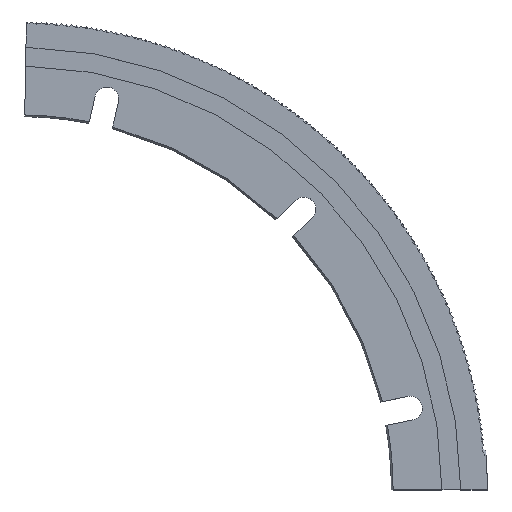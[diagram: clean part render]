
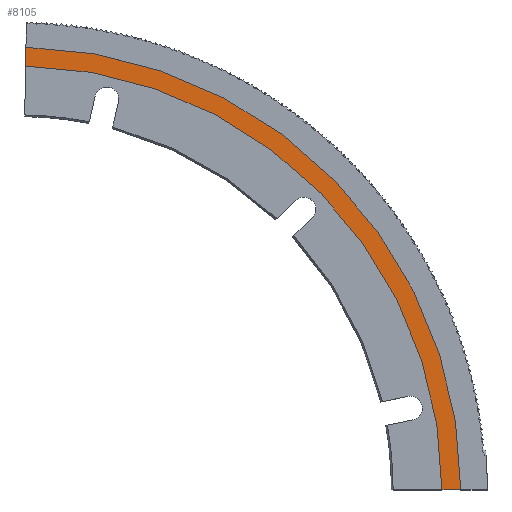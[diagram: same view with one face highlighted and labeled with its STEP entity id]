
A CAD part, top view. The second image highlights one B-rep face of the part: STEP entity #8105.
In plain terms, the highlighted planar face has unit normal (0, 0, 1).
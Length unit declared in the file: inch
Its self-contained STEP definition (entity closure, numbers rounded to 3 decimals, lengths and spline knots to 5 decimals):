
#57 = CIRCLE ( 'NONE', #1282, 7.7345 ) ;
#94 = DIRECTION ( 'NONE',  ( 0., 0., -1. ) ) ;
#384 = VERTEX_POINT ( 'NONE', #697 ) ;
#430 = EDGE_LOOP ( 'NONE', ( #7052, #5771, #1933, #8306 ) ) ;
#589 = CARTESIAN_POINT ( 'NONE',  ( 8.07825, 0., -0.045 ) ) ;
#624 = DIRECTION ( 'NONE',  ( 1., 0., 0. ) ) ;
#668 = LINE ( 'NONE', #8290, #1329 ) ;
#697 = CARTESIAN_POINT ( 'NONE',  ( 0.13887, 7.73325, -0.045 ) ) ;
#702 = PLANE ( 'NONE',  #2776 ) ;
#728 = CARTESIAN_POINT ( 'NONE',  ( 0., 0., -0.045 ) ) ;
#742 = DIRECTION ( 'NONE',  ( 1., 0., 0. ) ) ;
#1005 = DIRECTION ( 'NONE',  ( -0.018, -1., 0. ) ) ;
#1255 = DIRECTION ( 'NONE',  ( 0., 0., 1. ) ) ;
#1282 = AXIS2_PLACEMENT_3D ( 'NONE', #728, #94, #3306 ) ;
#1329 = VECTOR ( 'NONE', #624, 39.37008 ) ;
#1933 = ORIENTED_EDGE ( 'NONE', *, *, #4625, .T. ) ;
#2083 = VERTEX_POINT ( 'NONE', #7622 ) ;
#2185 = CARTESIAN_POINT ( 'NONE',  ( 0.14505, 8.07695, -0.045 ) ) ;
#2776 = AXIS2_PLACEMENT_3D ( 'NONE', #3278, #8286, #742 ) ;
#2835 = VERTEX_POINT ( 'NONE', #7063 ) ;
#3084 = CARTESIAN_POINT ( 'NONE',  ( 0., 0., -0.045 ) ) ;
#3278 = CARTESIAN_POINT ( 'NONE',  ( 0., 0., -0.045 ) ) ;
#3306 = DIRECTION ( 'NONE',  ( 1., 0., 0. ) ) ;
#3623 = EDGE_CURVE ( 'NONE', #2083, #384, #4261, .T. ) ;
#4009 = EDGE_CURVE ( 'NONE', #384, #2835, #57, .T. ) ;
#4261 = LINE ( 'NONE', #2185, #7745 ) ;
#4553 = CIRCLE ( 'NONE', #6031, 8.07825 ) ;
#4625 = EDGE_CURVE ( 'NONE', #7720, #2083, #4553, .T. ) ;
#4634 = EDGE_CURVE ( 'NONE', #2835, #7720, #668, .T. ) ;
#5725 = DIRECTION ( 'NONE',  ( 1., 0., 0. ) ) ;
#5771 = ORIENTED_EDGE ( 'NONE', *, *, #4634, .T. ) ;
#6031 = AXIS2_PLACEMENT_3D ( 'NONE', #3084, #1255, #5725 ) ;
#7052 = ORIENTED_EDGE ( 'NONE', *, *, #4009, .T. ) ;
#7063 = CARTESIAN_POINT ( 'NONE',  ( 7.7345, 0., -0.045 ) ) ;
#7622 = CARTESIAN_POINT ( 'NONE',  ( 0.14505, 8.07695, -0.045 ) ) ;
#7720 = VERTEX_POINT ( 'NONE', #589 ) ;
#7745 = VECTOR ( 'NONE', #1005, 39.37008 ) ;
#7779 = FACE_OUTER_BOUND ( 'NONE', #430, .T. ) ;
#8105 = ADVANCED_FACE ( 'NONE', ( #7779 ), #702, .T. ) ;
#8286 = DIRECTION ( 'NONE',  ( 0., 0., 1. ) ) ;
#8290 = CARTESIAN_POINT ( 'NONE',  ( 7.7345, 0., -0.045 ) ) ;
#8306 = ORIENTED_EDGE ( 'NONE', *, *, #3623, .T. ) ;
